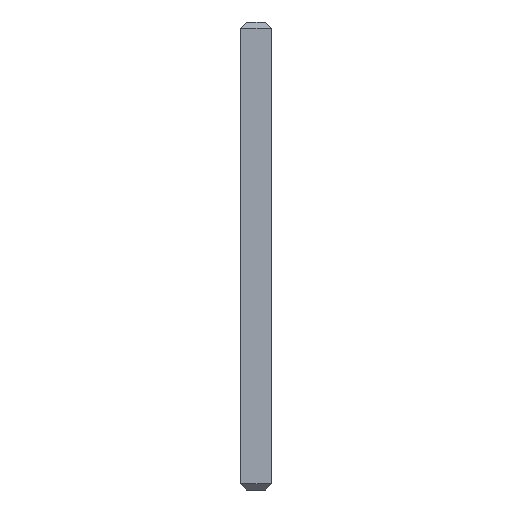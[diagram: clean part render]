
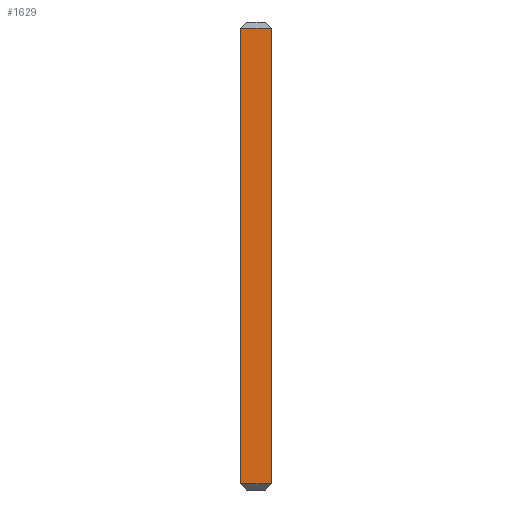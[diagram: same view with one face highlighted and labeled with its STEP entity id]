
A CAD part, front view. The second image highlights one B-rep face of the part: STEP entity #1629.
In plain terms, the highlighted planar face has unit normal (0, -1, 0).
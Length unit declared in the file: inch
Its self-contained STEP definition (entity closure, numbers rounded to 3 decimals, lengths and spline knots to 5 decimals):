
#45=FACE_OUTER_BOUND('',#157,.T.);
#157=EDGE_LOOP('',(#1105,#1106,#1107,#1108));
#266=LINE('',#2340,#490);
#271=LINE('',#2349,#495);
#283=LINE('',#2374,#507);
#284=LINE('',#2376,#508);
#490=VECTOR('',#1883,0.3937);
#495=VECTOR('',#1892,0.3937);
#507=VECTOR('',#1918,0.3937);
#508=VECTOR('',#1921,0.3937);
#710=VERTEX_POINT('',#2332);
#712=VERTEX_POINT('',#2338);
#714=VERTEX_POINT('',#2347);
#720=VERTEX_POINT('',#2368);
#842=EDGE_CURVE('',#712,#710,#266,.T.);
#847=EDGE_CURVE('',#712,#714,#271,.T.);
#859=EDGE_CURVE('',#720,#714,#283,.T.);
#860=EDGE_CURVE('',#710,#720,#284,.T.);
#1105=ORIENTED_EDGE('',*,*,#842,.F.);
#1106=ORIENTED_EDGE('',*,*,#847,.T.);
#1107=ORIENTED_EDGE('',*,*,#859,.F.);
#1108=ORIENTED_EDGE('',*,*,#860,.F.);
#1517=PLANE('',#1763);
#1629=ADVANCED_FACE('',(#45),#1517,.T.);
#1763=AXIS2_PLACEMENT_3D('',#2375,#1919,#1920);
#1883=DIRECTION('',(1.,0.,0.));
#1892=DIRECTION('',(0.,0.,-1.));
#1918=DIRECTION('',(-1.,0.,0.));
#1919=DIRECTION('center_axis',(0.,-1.,
0.));
#1920=DIRECTION('ref_axis',(-1.,0.,0.));
#1921=DIRECTION('',(0.,0.,-1.));
#2332=CARTESIAN_POINT('',(0.0113,-0.15955,0.23354));
#2338=CARTESIAN_POINT('',(-0.00878,-0.15955,0.23354));
#2340=CARTESIAN_POINT('',(0.00628,-0.15955,0.23354));
#2347=CARTESIAN_POINT('',(-0.00878,-0.15955,-0.0637));
#2349=CARTESIAN_POINT('',(-0.00878,-0.15955,0.00126));
#2368=CARTESIAN_POINT('',(0.0113,-0.15955,-0.0637));
#2374=CARTESIAN_POINT('',(0.00628,-0.15955,-0.0637));
#2375=CARTESIAN_POINT('Origin',(0.0113,-0.15955,0.00126));
#2376=CARTESIAN_POINT('',(0.0113,-0.15955,0.00126));
